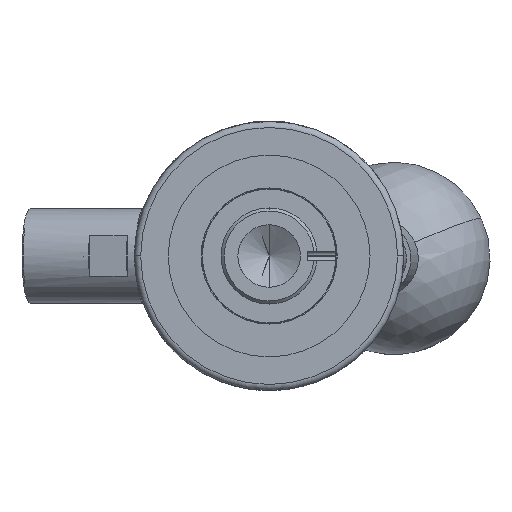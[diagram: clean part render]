
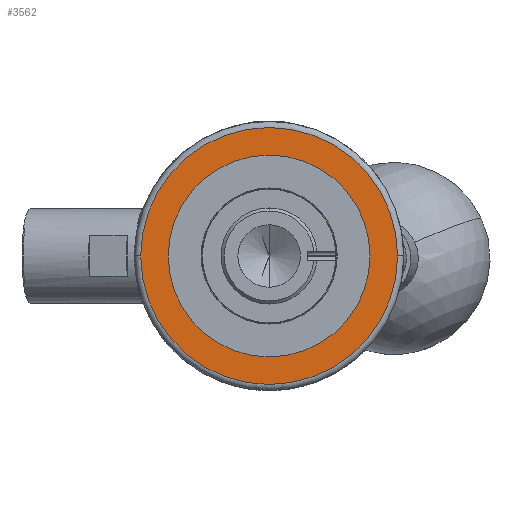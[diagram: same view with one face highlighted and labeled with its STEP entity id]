
A CAD part, left-side view. The second image highlights one B-rep face of the part: STEP entity #3562.
In plain terms, the highlighted planar face has unit normal (-1, 0, 0).
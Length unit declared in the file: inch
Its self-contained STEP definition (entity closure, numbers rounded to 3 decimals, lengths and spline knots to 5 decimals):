
#212 = CIRCLE ( 'NONE', #10592, 0.4375 ) ;
#297 = DIRECTION ( 'NONE',  ( 0., -1., 0. ) ) ;
#503 = CARTESIAN_POINT ( 'NONE',  ( -3.915, 0., 0. ) ) ;
#844 = CARTESIAN_POINT ( 'NONE',  ( -3.915, 0., 0.4375 ) ) ;
#928 = CARTESIAN_POINT ( 'NONE',  ( -3.915, -0.875, 0. ) ) ;
#1086 = ORIENTED_EDGE ( 'NONE', *, *, #7546, .T. ) ;
#1607 = DIRECTION ( 'NONE',  ( 0., -1., 0. ) ) ;
#2621 = EDGE_CURVE ( 'NONE', #4247, #6206, #6441, .T. ) ;
#2717 = AXIS2_PLACEMENT_3D ( 'NONE', #5533, #4590, #297 ) ;
#2720 = DIRECTION ( 'NONE',  ( -1., 0., 0. ) ) ;
#2772 = EDGE_CURVE ( 'NONE', #3489, #12340, #11950, .T. ) ;
#3022 = FACE_BOUND ( 'NONE', #7554, .T. ) ;
#3034 = CARTESIAN_POINT ( 'NONE',  ( -3.915, -0.835, 0. ) ) ;
#3489 = VERTEX_POINT ( 'NONE', #844 ) ;
#3562 = ADVANCED_FACE ( 'NONE', ( #3022, #12895 ), #10934, .F. ) ;
#4247 = VERTEX_POINT ( 'NONE', #3034 ) ;
#4382 = CARTESIAN_POINT ( 'NONE',  ( -3.915, 0., 0. ) ) ;
#4399 = DIRECTION ( 'NONE',  ( 1., 0., 0. ) ) ;
#4452 = DIRECTION ( 'NONE',  ( -1., 0., 0. ) ) ;
#4523 = CARTESIAN_POINT ( 'NONE',  ( -3.915, 0.835, 0. ) ) ;
#4590 = DIRECTION ( 'NONE',  ( -1., 0., 0. ) ) ;
#4859 = EDGE_LOOP ( 'NONE', ( #5985, #1086 ) ) ;
#5288 = CIRCLE ( 'NONE', #10809, 0.835 ) ;
#5533 = CARTESIAN_POINT ( 'NONE',  ( -3.915, 0., 0. ) ) ;
#5985 = ORIENTED_EDGE ( 'NONE', *, *, #2621, .T. ) ;
#6206 = VERTEX_POINT ( 'NONE', #4523 ) ;
#6441 = CIRCLE ( 'NONE', #2717, 0.835 ) ;
#7546 = EDGE_CURVE ( 'NONE', #6206, #4247, #5288, .T. ) ;
#7554 = EDGE_LOOP ( 'NONE', ( #8197, #10735 ) ) ;
#8197 = ORIENTED_EDGE ( 'NONE', *, *, #8429, .F. ) ;
#8429 = EDGE_CURVE ( 'NONE', #12340, #3489, #212, .T. ) ;
#8731 = DIRECTION ( 'NONE',  ( 0., -1., 0. ) ) ;
#9790 = DIRECTION ( 'NONE',  ( 0., 0., -1. ) ) ;
#10277 = DIRECTION ( 'NONE',  ( -1., 0., 0. ) ) ;
#10592 = AXIS2_PLACEMENT_3D ( 'NONE', #4382, #4452, #9790 ) ;
#10735 = ORIENTED_EDGE ( 'NONE', *, *, #2772, .F. ) ;
#10809 = AXIS2_PLACEMENT_3D ( 'NONE', #11394, #10277, #1607 ) ;
#10934 = PLANE ( 'NONE',  #13539 ) ;
#11394 = CARTESIAN_POINT ( 'NONE',  ( -3.915, 0., 0. ) ) ;
#11438 = DIRECTION ( 'NONE',  ( 0., 0., -1. ) ) ;
#11705 = AXIS2_PLACEMENT_3D ( 'NONE', #503, #2720, #11438 ) ;
#11950 = CIRCLE ( 'NONE', #11705, 0.4375 ) ;
#12340 = VERTEX_POINT ( 'NONE', #13699 ) ;
#12895 = FACE_OUTER_BOUND ( 'NONE', #4859, .T. ) ;
#13539 = AXIS2_PLACEMENT_3D ( 'NONE', #928, #4399, #8731 ) ;
#13699 = CARTESIAN_POINT ( 'NONE',  ( -3.915, 0., -0.4375 ) ) ;
